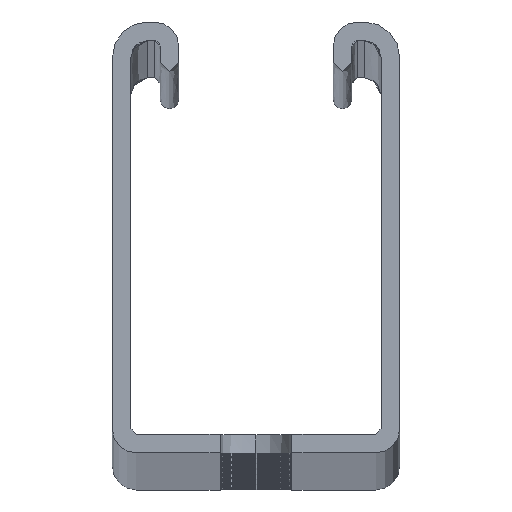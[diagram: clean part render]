
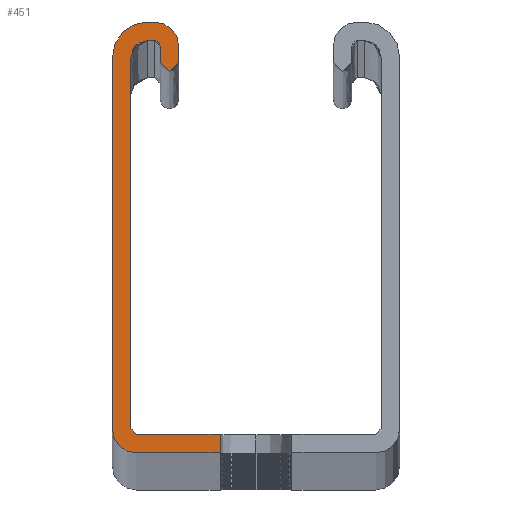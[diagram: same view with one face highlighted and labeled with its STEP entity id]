
A CAD part, top view. The second image highlights one B-rep face of the part: STEP entity #451.
In plain terms, the highlighted planar face has unit normal (0, 0, 1).
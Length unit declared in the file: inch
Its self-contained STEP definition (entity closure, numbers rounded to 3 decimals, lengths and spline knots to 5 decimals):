
#451=ADVANCED_FACE('',(#1006),#1007,.T.);
#1006=FACE_OUTER_BOUND('',#2154,.T.);
#1007=PLANE('',#2155);
#2154=EDGE_LOOP('',(#3732,#3733,#3734,#3735,#3736,#3737,#3738,#3739,#3740,#3741,#3742,#3743,#3744,#3745,#3746,#3747,#3748));
#2155=AXIS2_PLACEMENT_3D('',#3749,#3750,#3751);
#3732=ORIENTED_EDGE('',*,*,#5229,.T.);
#3733=ORIENTED_EDGE('',*,*,#5283,.F.);
#3734=ORIENTED_EDGE('',*,*,#5171,.F.);
#3735=ORIENTED_EDGE('',*,*,#5284,.F.);
#3736=ORIENTED_EDGE('',*,*,#4871,.F.);
#3737=ORIENTED_EDGE('',*,*,#5285,.F.);
#3738=ORIENTED_EDGE('',*,*,#5286,.F.);
#3739=ORIENTED_EDGE('',*,*,#5016,.F.);
#3740=ORIENTED_EDGE('',*,*,#5287,.F.);
#3741=ORIENTED_EDGE('',*,*,#4885,.F.);
#3742=ORIENTED_EDGE('',*,*,#5189,.F.);
#3743=ORIENTED_EDGE('',*,*,#5288,.F.);
#3744=ORIENTED_EDGE('',*,*,#5289,.F.);
#3745=ORIENTED_EDGE('',*,*,#5290,.F.);
#3746=ORIENTED_EDGE('',*,*,#5291,.F.);
#3747=ORIENTED_EDGE('',*,*,#5089,.F.);
#3748=ORIENTED_EDGE('',*,*,#5292,.F.);
#3749=CARTESIAN_POINT('',(0.67625,1.11115,120.0));
#3750=DIRECTION('',(0.0,0.0,1.0));
#3751=DIRECTION('',(1.0,0.0,0.0));
#4871=EDGE_CURVE('',#5782,#5783,#5784,.T.);
#4885=EDGE_CURVE('',#5806,#5807,#5808,.T.);
#5016=EDGE_CURVE('',#6026,#6027,#6028,.T.);
#5089=EDGE_CURVE('',#6149,#6150,#6151,.T.);
#5171=EDGE_CURVE('',#6282,#6283,#6284,.T.);
#5189=EDGE_CURVE('',#6312,#5806,#6313,.T.);
#5229=EDGE_CURVE('',#6371,#6375,#6377,.T.);
#5283=EDGE_CURVE('',#6283,#6375,#6457,.T.);
#5284=EDGE_CURVE('',#5783,#6282,#6458,.T.);
#5285=EDGE_CURVE('',#6459,#5782,#6460,.T.);
#5286=EDGE_CURVE('',#6027,#6459,#6461,.T.);
#5287=EDGE_CURVE('',#5807,#6026,#6462,.T.);
#5288=EDGE_CURVE('',#6463,#6312,#6464,.T.);
#5289=EDGE_CURVE('',#6465,#6463,#6466,.T.);
#5290=EDGE_CURVE('',#6467,#6465,#6468,.T.);
#5291=EDGE_CURVE('',#6150,#6467,#6469,.T.);
#5292=EDGE_CURVE('',#6371,#6149,#6470,.T.);
#5782=VERTEX_POINT('',#7161);
#5783=VERTEX_POINT('',#7162);
#5784=B_SPLINE_CURVE_WITH_KNOTS('',3,(#7163,#7164,#7165,#7166),.UNSPECIFIED.,.F.,.F.,(4,4),(-1.0,-0.0),.UNSPECIFIED.);
#5806=VERTEX_POINT('',#7204);
#5807=VERTEX_POINT('',#7205);
#5808=B_SPLINE_CURVE_WITH_KNOTS('',3,(#7206,#7207,#7208,#7209),.UNSPECIFIED.,.F.,.F.,(4,4),(-1.0,-0.0),.UNSPECIFIED.);
#6026=VERTEX_POINT('',#7600);
#6027=VERTEX_POINT('',#7601);
#6028=LINE('',#7602,#7603);
#6149=VERTEX_POINT('',#7820);
#6150=VERTEX_POINT('',#7821);
#6151=B_SPLINE_CURVE_WITH_KNOTS('',3,(#7822,#7823,#7824,#7825),.UNSPECIFIED.,.F.,.F.,(4,4),(-1.0,-0.0),.UNSPECIFIED.);
#6282=VERTEX_POINT('',#8050);
#6283=VERTEX_POINT('',#8051);
#6284=B_SPLINE_CURVE_WITH_KNOTS('',3,(#8052,#8053,#8054,#8055),.UNSPECIFIED.,.F.,.F.,(4,4),(-1.0,-0.0),.UNSPECIFIED.);
#6312=VERTEX_POINT('',#8106);
#6313=LINE('',#8107,#8108);
#6371=VERTEX_POINT('',#8219);
#6375=VERTEX_POINT('',#8225);
#6377=LINE('',#8228,#8229);
#6457=LINE('',#8372,#8373);
#6458=LINE('',#8374,#8375);
#6459=VERTEX_POINT('',#8376);
#6460=LINE('',#8377,#8378);
#6461=B_SPLINE_CURVE_WITH_KNOTS('',3,(#8379,#8380,#8381,#8382),.UNSPECIFIED.,.F.,.F.,(4,4),(-1.0,-0.0),.UNSPECIFIED.);
#6462=B_SPLINE_CURVE_WITH_KNOTS('',3,(#8383,#8384,#8385,#8386),.UNSPECIFIED.,.F.,.F.,(4,4),(-1.0,-0.0),.UNSPECIFIED.);
#6463=VERTEX_POINT('',#8387);
#6464=B_SPLINE_CURVE_WITH_KNOTS('',3,(#8388,#8389,#8390,#8391),.UNSPECIFIED.,.F.,.F.,(4,4),(-1.0,-0.0),.UNSPECIFIED.);
#6465=VERTEX_POINT('',#8392);
#6466=LINE('',#8393,#8394);
#6467=VERTEX_POINT('',#8395);
#6468=B_SPLINE_CURVE_WITH_KNOTS('',3,(#8396,#8397,#8398,#8399),.UNSPECIFIED.,.F.,.F.,(4,4),(-1.0,-0.0),.UNSPECIFIED.);
#6469=LINE('',#8400,#8401);
#6470=LINE('',#8402,#8403);
#7161=CARTESIAN_POINT('',(0.0625,2.3325,120.0));
#7162=CARTESIAN_POINT('',(-0.03125,2.23875,120.0));
#7163=CARTESIAN_POINT('',(0.0625,2.3325,120.0));
#7164=CARTESIAN_POINT('',(0.01072,2.3325,120.0));
#7165=CARTESIAN_POINT('',(-0.03125,2.29053,120.0));
#7166=CARTESIAN_POINT('',(-0.03125,2.23875,120.0));
#7204=CARTESIAN_POINT('',(0.23875,2.209,120.0));
#7205=CARTESIAN_POINT('',(0.18625,2.1565,120.0));
#7206=CARTESIAN_POINT('',(0.23875,2.209,120.0));
#7207=CARTESIAN_POINT('',(0.23875,2.18001,120.0));
#7208=CARTESIAN_POINT('',(0.21524,2.1565,120.0));
#7209=CARTESIAN_POINT('',(0.18625,2.1565,120.0));
#7600=CARTESIAN_POINT('',(0.13375,2.209,120.0));
#7601=CARTESIAN_POINT('',(0.13375,2.30125,120.0));
#7602=CARTESIAN_POINT('',(0.13375,2.30125,120.0));
#7603=VECTOR('',#9531,1.0);
#7820=CARTESIAN_POINT('',(0.0,0.0,120.0));
#7821=CARTESIAN_POINT('',(-0.13625,0.13624,120.0));
#7822=CARTESIAN_POINT('',(0.0,0.0,120.0));
#7823=CARTESIAN_POINT('',(-0.07525,0.0,120.0));
#7824=CARTESIAN_POINT('',(-0.13625,0.06101,120.0));
#7825=CARTESIAN_POINT('',(-0.13625,0.13624,120.0));
#8050=CARTESIAN_POINT('',(-0.03125,0.13624,120.0));
#8051=CARTESIAN_POINT('',(0.0,0.10499,120.0));
#8052=CARTESIAN_POINT('',(-0.03125,0.13624,120.0));
#8053=CARTESIAN_POINT('',(-0.03125,0.11899,120.0));
#8054=CARTESIAN_POINT('',(-0.01726,0.10499,120.0));
#8055=CARTESIAN_POINT('',(0.0,0.10499,120.0));
#8106=CARTESIAN_POINT('',(0.23875,2.30125,120.0));
#8107=CARTESIAN_POINT('',(0.23875,2.209,120.0));
#8108=VECTOR('',#9622,1.0);
#8219=CARTESIAN_POINT('',(0.47312,0.0,120.0));
#8225=CARTESIAN_POINT('',(0.47312,0.10499,120.0));
#8228=CARTESIAN_POINT('',(0.47312,0.53571,120.0));
#8229=VECTOR('',#9640,1.0);
#8372=CARTESIAN_POINT('',(1.3525,0.10499,120.0));
#8373=VECTOR('',#9668,1.0);
#8374=CARTESIAN_POINT('',(-0.03125,0.13624,120.0));
#8375=VECTOR('',#9669,1.0);
#8376=CARTESIAN_POINT('',(0.1025,2.3325,120.0));
#8377=CARTESIAN_POINT('',(0.0625,2.3325,120.0));
#8378=VECTOR('',#9670,1.0);
#8379=CARTESIAN_POINT('',(0.13375,2.30125,120.0));
#8380=CARTESIAN_POINT('',(0.13375,2.31851,120.0));
#8381=CARTESIAN_POINT('',(0.11976,2.3325,120.0));
#8382=CARTESIAN_POINT('',(0.1025,2.3325,120.0));
#8383=CARTESIAN_POINT('',(0.18625,2.1565,120.0));
#8384=CARTESIAN_POINT('',(0.15725,2.1565,120.0));
#8385=CARTESIAN_POINT('',(0.13375,2.18001,120.0));
#8386=CARTESIAN_POINT('',(0.13375,2.209,120.0));
#8387=CARTESIAN_POINT('',(0.1025,2.4375,120.0));
#8388=CARTESIAN_POINT('',(0.1025,2.4375,120.0));
#8389=CARTESIAN_POINT('',(0.17775,2.4375,120.0));
#8390=CARTESIAN_POINT('',(0.23875,2.3765,120.0));
#8391=CARTESIAN_POINT('',(0.23875,2.30125,120.0));
#8392=CARTESIAN_POINT('',(0.0625,2.4375,120.0));
#8393=CARTESIAN_POINT('',(0.1025,2.4375,120.0));
#8394=VECTOR('',#9671,1.0);
#8395=CARTESIAN_POINT('',(-0.13625,2.23875,120.0));
#8396=CARTESIAN_POINT('',(-0.13625,2.23875,120.0));
#8397=CARTESIAN_POINT('',(-0.13625,2.34852,120.0));
#8398=CARTESIAN_POINT('',(-0.04727,2.4375,120.0));
#8399=CARTESIAN_POINT('',(0.0625,2.4375,120.0));
#8400=CARTESIAN_POINT('',(-0.13625,2.23875,120.0));
#8401=VECTOR('',#9672,1.0);
#8402=CARTESIAN_POINT('',(0.0,0.0,120.0));
#8403=VECTOR('',#9673,1.0);
#9531=DIRECTION('',(0.0,1.0,0.0));
#9622=DIRECTION('',(-0.0,-1.0,-0.0));
#9640=DIRECTION('',(0.0,1.0,-0.0));
#9668=DIRECTION('',(1.0,0.0,0.0));
#9669=DIRECTION('',(-0.0,-1.0,-0.0));
#9670=DIRECTION('',(-1.0,-0.0,-0.0));
#9671=DIRECTION('',(1.0,0.0,0.0));
#9672=DIRECTION('',(0.0,1.0,0.0));
#9673=DIRECTION('',(-1.0,-0.0,-0.0));
